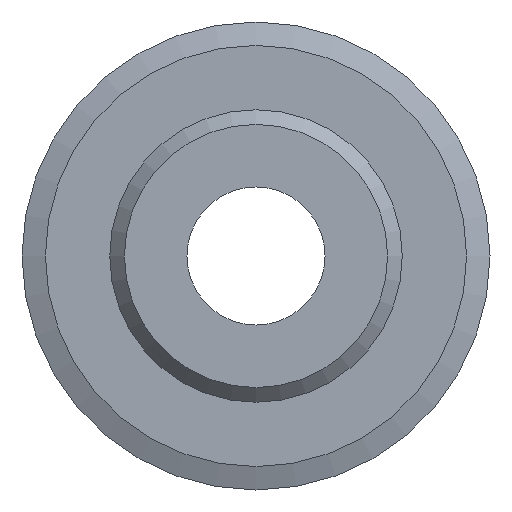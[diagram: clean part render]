
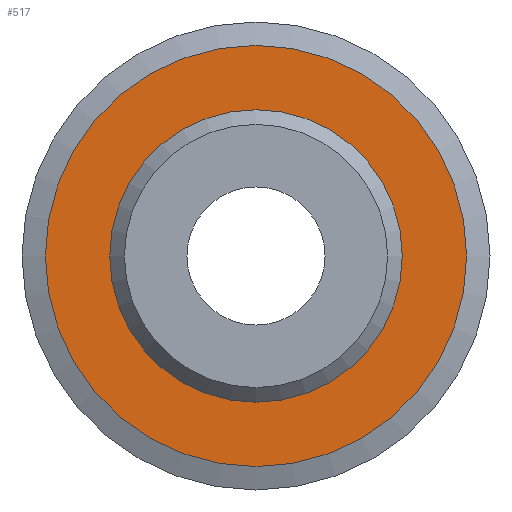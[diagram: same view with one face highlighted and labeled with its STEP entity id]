
A CAD part, front view. The second image highlights one B-rep face of the part: STEP entity #517.
In plain terms, the highlighted planar face has unit normal (0, -1, 0).
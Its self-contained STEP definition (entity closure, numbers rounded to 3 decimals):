
#17=FACE_BOUND('',#94,.T.);
#28=PLANE('',#606);
#61=FACE_OUTER_BOUND('',#93,.T.);
#93=EDGE_LOOP('',(#432,#433));
#94=EDGE_LOOP('',(#434,#435));
#191=CIRCLE('',#571,2.5);
#192=CIRCLE('',#572,2.5);
#197=CIRCLE('',#579,3.6);
#198=CIRCLE('',#580,3.6);
#230=VERTEX_POINT('',#835);
#231=VERTEX_POINT('',#836);
#236=VERTEX_POINT('',#851);
#237=VERTEX_POINT('',#853);
#284=EDGE_CURVE('',#230,#231,#191,.T.);
#285=EDGE_CURVE('',#231,#230,#192,.T.);
#293=EDGE_CURVE('',#237,#236,#197,.T.);
#294=EDGE_CURVE('',#236,#237,#198,.T.);
#432=ORIENTED_EDGE('',*,*,#293,.T.);
#433=ORIENTED_EDGE('',*,*,#294,.T.);
#434=ORIENTED_EDGE('',*,*,#284,.T.);
#435=ORIENTED_EDGE('',*,*,#285,.T.);
#517=ADVANCED_FACE('',(#61,#17),#28,.F.);
#571=AXIS2_PLACEMENT_3D('',#837,#669,#670);
#572=AXIS2_PLACEMENT_3D('',#838,#671,#672);
#579=AXIS2_PLACEMENT_3D('',#854,#688,#689);
#580=AXIS2_PLACEMENT_3D('',#855,#690,#691);
#606=AXIS2_PLACEMENT_3D('',#911,#755,#756);
#669=DIRECTION('center_axis',(0.,1.,0.));
#670=DIRECTION('ref_axis',(0.,0.,1.));
#671=DIRECTION('center_axis',(0.,1.,0.));
#672=DIRECTION('ref_axis',(0.,0.,1.));
#688=DIRECTION('center_axis',(0.,-1.,0.));
#689=DIRECTION('ref_axis',(0.,0.,1.));
#690=DIRECTION('center_axis',(0.,-1.,0.));
#691=DIRECTION('ref_axis',(0.,0.,1.));
#755=DIRECTION('center_axis',(0.,1.,0.));
#756=DIRECTION('ref_axis',(0.,0.,1.));
#835=CARTESIAN_POINT('',(0.,-15.6,2.5));
#836=CARTESIAN_POINT('',(0.,-15.6,-2.5));
#837=CARTESIAN_POINT('Origin',(0.,-15.6,0.));
#838=CARTESIAN_POINT('Origin',(0.,-15.6,0.));
#851=CARTESIAN_POINT('',(0.,-15.6,-3.6));
#853=CARTESIAN_POINT('',(0.,-15.6,3.6));
#854=CARTESIAN_POINT('Origin',(0.,-15.6,0.));
#855=CARTESIAN_POINT('Origin',(0.,-15.6,0.));
#911=CARTESIAN_POINT('Origin',(0.,-15.6,0.));
